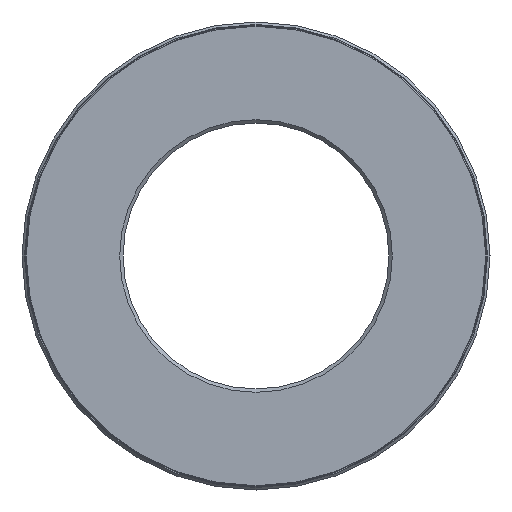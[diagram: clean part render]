
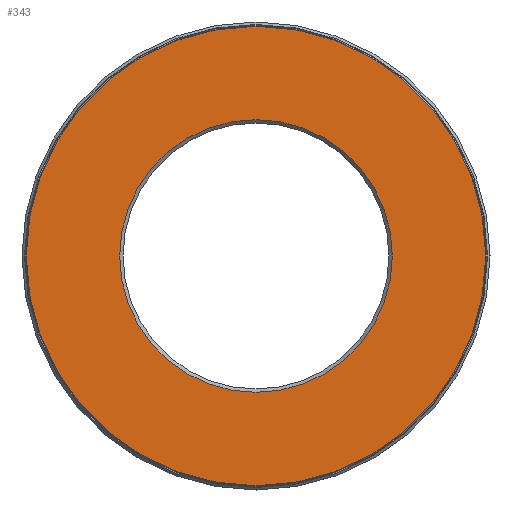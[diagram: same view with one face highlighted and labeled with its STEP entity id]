
A CAD part, front view. The second image highlights one B-rep face of the part: STEP entity #343.
In plain terms, the highlighted planar face has unit normal (0, -1, 0).
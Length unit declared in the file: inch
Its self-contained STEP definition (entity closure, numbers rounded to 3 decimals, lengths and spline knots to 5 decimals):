
#11 = AXIS2_PLACEMENT_3D ( 'NONE', #212, #502, #311 ) ;
#56 = CARTESIAN_POINT ( 'NONE',  ( 0., 0., 0.80125 ) ) ;
#95 = CARTESIAN_POINT ( 'NONE',  ( 0., 0., 1.35 ) ) ;
#114 = PLANE ( 'NONE',  #551 ) ;
#171 = EDGE_CURVE ( 'NONE', #429, #429, #425, .T. ) ;
#179 = EDGE_LOOP ( 'NONE', ( #200 ) ) ;
#200 = ORIENTED_EDGE ( 'NONE', *, *, #202, .F. ) ;
#202 = EDGE_CURVE ( 'NONE', #513, #513, #288, .T. ) ;
#212 = CARTESIAN_POINT ( 'NONE',  ( 0., 0., 0. ) ) ;
#244 = DIRECTION ( 'NONE',  ( 0., 0., 1. ) ) ;
#249 = CARTESIAN_POINT ( 'NONE',  ( 0., 0., 0. ) ) ;
#261 = DIRECTION ( 'NONE',  ( 0., 1., 0. ) ) ;
#288 = CIRCLE ( 'NONE', #11, 1.35 ) ;
#311 = DIRECTION ( 'NONE',  ( 0., 0., 1. ) ) ;
#343 = ADVANCED_FACE ( 'NONE', ( #373, #409 ), #114, .F. ) ;
#363 = AXIS2_PLACEMENT_3D ( 'NONE', #249, #443, #244 ) ;
#373 = FACE_OUTER_BOUND ( 'NONE', #179, .T. ) ;
#409 = FACE_BOUND ( 'NONE', #487, .T. ) ;
#425 = CIRCLE ( 'NONE', #363, 0.80125 ) ;
#429 = VERTEX_POINT ( 'NONE', #56 ) ;
#443 = DIRECTION ( 'NONE',  ( 0., 1., 0. ) ) ;
#487 = EDGE_LOOP ( 'NONE', ( #593 ) ) ;
#499 = DIRECTION ( 'NONE',  ( 0., 0., 1. ) ) ;
#502 = DIRECTION ( 'NONE',  ( 0., 1., 0. ) ) ;
#513 = VERTEX_POINT ( 'NONE', #95 ) ;
#548 = CARTESIAN_POINT ( 'NONE',  ( 0., 0., 0. ) ) ;
#551 = AXIS2_PLACEMENT_3D ( 'NONE', #548, #261, #499 ) ;
#593 = ORIENTED_EDGE ( 'NONE', *, *, #171, .T. ) ;
